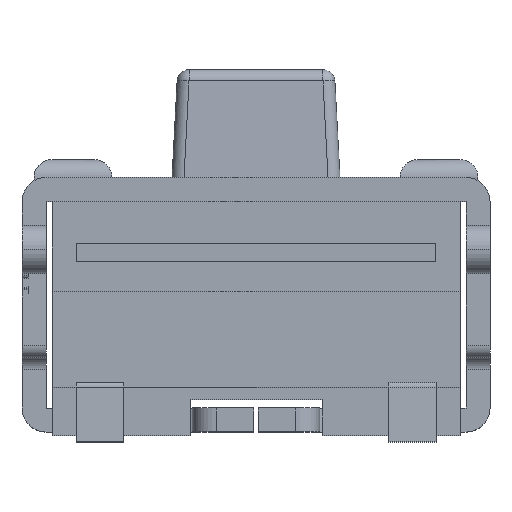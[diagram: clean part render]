
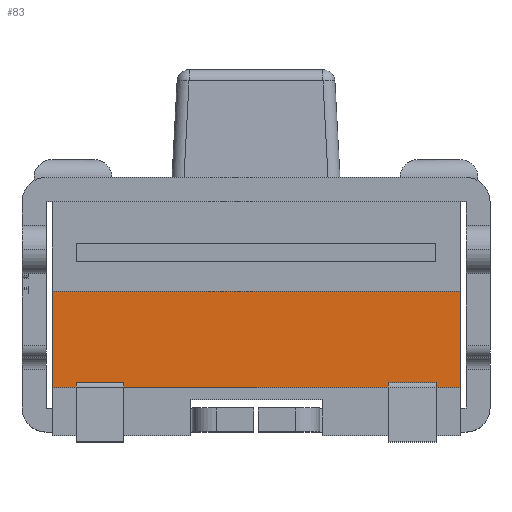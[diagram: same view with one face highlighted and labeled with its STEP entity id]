
A CAD part, top view. The second image highlights one B-rep face of the part: STEP entity #83.
In plain terms, the highlighted planar face has unit normal (0, 0, 1).
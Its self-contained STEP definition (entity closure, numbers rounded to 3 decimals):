
#83=ADVANCED_FACE('',(#324),#325,.T.);
#324=FACE_OUTER_BOUND('',#730,.T.);
#325=PLANE('',#731);
#730=EDGE_LOOP('',(#1403,#1404,#1405,#1406,#1407,#1408,#1409,#1410,#1411,#1412,#1413,#1414));
#731=AXIS2_PLACEMENT_3D('',#1415,#1416,#1417);
#1403=ORIENTED_EDGE('',*,*,#2882,.T.);
#1404=ORIENTED_EDGE('',*,*,#2941,.T.);
#1405=ORIENTED_EDGE('',*,*,#2967,.T.);
#1406=ORIENTED_EDGE('',*,*,#2968,.T.);
#1407=ORIENTED_EDGE('',*,*,#2969,.F.);
#1408=ORIENTED_EDGE('',*,*,#2937,.T.);
#1409=ORIENTED_EDGE('',*,*,#2957,.T.);
#1410=ORIENTED_EDGE('',*,*,#2949,.T.);
#1411=ORIENTED_EDGE('',*,*,#2947,.F.);
#1412=ORIENTED_EDGE('',*,*,#2942,.T.);
#1413=ORIENTED_EDGE('',*,*,#2895,.T.);
#1414=ORIENTED_EDGE('',*,*,#2970,.F.);
#1415=CARTESIAN_POINT('',(0.0,0.0,0.8));
#1416=DIRECTION('',(0.0,0.0,1.0));
#1417=DIRECTION('',(1.0,0.0,0.0));
#2882=EDGE_CURVE('',#3527,#3525,#3528,.T.);
#2895=EDGE_CURVE('',#3549,#3547,#3550,.T.);
#2937=EDGE_CURVE('',#3617,#3615,#3618,.T.);
#2941=EDGE_CURVE('',#3525,#3623,#3625,.T.);
#2942=EDGE_CURVE('',#3626,#3549,#3627,.T.);
#2947=EDGE_CURVE('',#3626,#3635,#3636,.T.);
#2949=EDGE_CURVE('',#3638,#3635,#3639,.T.);
#2957=EDGE_CURVE('',#3615,#3638,#3650,.T.);
#2967=EDGE_CURVE('',#3623,#3668,#3669,.T.);
#2968=EDGE_CURVE('',#3668,#3670,#3671,.T.);
#2969=EDGE_CURVE('',#3617,#3670,#3672,.T.);
#2970=EDGE_CURVE('',#3527,#3547,#3673,.T.);
#3525=VERTEX_POINT('',#4530);
#3527=VERTEX_POINT('',#4533);
#3528=LINE('',#4534,#4535);
#3547=VERTEX_POINT('',#4565);
#3549=VERTEX_POINT('',#4568);
#3550=LINE('',#4569,#4570);
#3615=VERTEX_POINT('',#4675);
#3617=VERTEX_POINT('',#4678);
#3618=LINE('',#4679,#4680);
#3623=VERTEX_POINT('',#4687);
#3625=LINE('',#4690,#4691);
#3626=VERTEX_POINT('',#4692);
#3627=LINE('',#4693,#4694);
#3635=VERTEX_POINT('',#4706);
#3636=LINE('',#4707,#4708);
#3638=VERTEX_POINT('',#4710);
#3639=LINE('',#4711,#4712);
#3650=LINE('',#4729,#4730);
#3668=VERTEX_POINT('',#4755);
#3669=LINE('',#4756,#4757);
#3670=VERTEX_POINT('',#4758);
#3671=LINE('',#4759,#4760);
#3672=LINE('',#4761,#4762);
#3673=LINE('',#4763,#4764);
#4530=CARTESIAN_POINT('',(-1.7,0.4,0.8));
#4533=CARTESIAN_POINT('',(-1.7,1.2,0.8));
#4534=CARTESIAN_POINT('',(-1.7,1.2,0.8));
#4535=VECTOR('',#5970,0.8);
#4565=CARTESIAN_POINT('',(1.7,1.2,0.8));
#4568=CARTESIAN_POINT('',(1.7,0.4,0.8));
#4569=CARTESIAN_POINT('',(1.7,0.4,0.8));
#4570=VECTOR('',#5983,0.8);
#4675=CARTESIAN_POINT('',(1.1,0.4,0.8));
#4678=CARTESIAN_POINT('',(-1.1,0.4,0.8));
#4679=CARTESIAN_POINT('',(-1.1,0.4,0.8));
#4680=VECTOR('',#6025,2.2);
#4687=CARTESIAN_POINT('',(-1.5,0.4,0.8));
#4690=CARTESIAN_POINT('',(-1.7,0.4,0.8));
#4691=VECTOR('',#6029,0.2);
#4692=CARTESIAN_POINT('',(1.5,0.4,0.8));
#4693=CARTESIAN_POINT('',(1.5,0.4,0.8));
#4694=VECTOR('',#6030,0.2);
#4706=CARTESIAN_POINT('',(1.5,0.438,0.8));
#4707=CARTESIAN_POINT('',(1.5,0.4,0.8));
#4708=VECTOR('',#6035,0.038);
#4710=CARTESIAN_POINT('',(1.1,0.438,0.8));
#4711=CARTESIAN_POINT('',(1.1,0.438,0.8));
#4712=VECTOR('',#6039,0.4);
#4729=CARTESIAN_POINT('',(1.1,0.4,0.8));
#4730=VECTOR('',#6049,0.038);
#4755=CARTESIAN_POINT('',(-1.5,0.438,0.8));
#4756=CARTESIAN_POINT('',(-1.5,0.4,0.8));
#4757=VECTOR('',#6063,0.038);
#4758=CARTESIAN_POINT('',(-1.1,0.438,0.8));
#4759=CARTESIAN_POINT('',(-1.5,0.438,0.8));
#4760=VECTOR('',#6064,0.4);
#4761=CARTESIAN_POINT('',(-1.1,0.4,0.8));
#4762=VECTOR('',#6065,0.038);
#4763=CARTESIAN_POINT('',(-1.7,1.2,0.8));
#4764=VECTOR('',#6066,3.4);
#5970=DIRECTION('',(0.0,-1.0,0.0));
#5983=DIRECTION('',(0.0,1.0,0.0));
#6025=DIRECTION('',(1.0,0.0,0.0));
#6029=DIRECTION('',(1.0,0.0,0.0));
#6030=DIRECTION('',(1.0,0.0,0.0));
#6035=DIRECTION('',(0.0,1.0,0.0));
#6039=DIRECTION('',(1.0,0.0,0.0));
#6049=DIRECTION('',(0.0,1.0,0.0));
#6063=DIRECTION('',(0.0,1.0,0.0));
#6064=DIRECTION('',(1.0,0.0,0.0));
#6065=DIRECTION('',(0.0,1.0,0.0));
#6066=DIRECTION('',(1.0,0.0,0.0));
